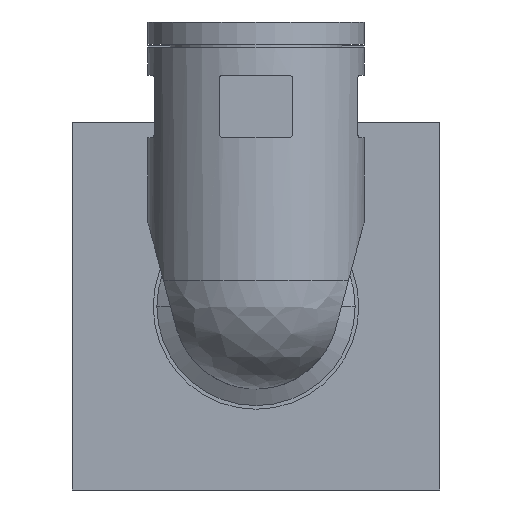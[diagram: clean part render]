
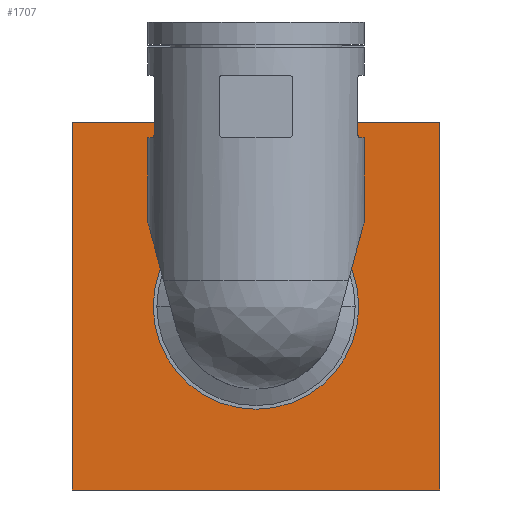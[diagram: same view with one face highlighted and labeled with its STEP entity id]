
A CAD part, front view. The second image highlights one B-rep face of the part: STEP entity #1707.
In plain terms, the highlighted planar face has unit normal (0, -1, 0).
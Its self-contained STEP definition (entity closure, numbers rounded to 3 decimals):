
#77 = ORIENTED_EDGE ( 'NONE', *, *, #410, .F. ) ;
#87 = LINE ( 'NONE', #4328, #1394 ) ;
#129 = ORIENTED_EDGE ( 'NONE', *, *, #9129, .F. ) ;
#310 = VERTEX_POINT ( 'NONE', #7649 ) ;
#386 = VECTOR ( 'NONE', #10718, 1000. ) ;
#410 = EDGE_CURVE ( 'NONE', #5336, #744, #5514, .T. ) ;
#424 = CIRCLE ( 'NONE', #10655, 10.6 ) ;
#643 = CARTESIAN_POINT ( 'NONE',  ( -25., 0., -25. ) ) ;
#671 = CARTESIAN_POINT ( 'NONE',  ( 0., 0., 0. ) ) ;
#744 = VERTEX_POINT ( 'NONE', #8636 ) ;
#940 = FACE_BOUND ( 'NONE', #3390, .T. ) ;
#991 = VECTOR ( 'NONE', #3720, 1000. ) ;
#1394 = VECTOR ( 'NONE', #5139, 1000. ) ;
#1707 = ADVANCED_FACE ( 'NONE', ( #940, #9113 ), #5144, .T. ) ;
#2001 = EDGE_LOOP ( 'NONE', ( #129, #8314, #10518, #77 ) ) ;
#2343 = LINE ( 'NONE', #643, #5813 ) ;
#2625 = DIRECTION ( 'NONE',  ( 0., -1., 0. ) ) ;
#2758 = ORIENTED_EDGE ( 'NONE', *, *, #10115, .F. ) ;
#2973 = AXIS2_PLACEMENT_3D ( 'NONE', #671, #3234, #3138 ) ;
#3024 = VERTEX_POINT ( 'NONE', #5301 ) ;
#3138 = DIRECTION ( 'NONE',  ( 0., 0., -1. ) ) ;
#3191 = CARTESIAN_POINT ( 'NONE',  ( -25., 0., -25. ) ) ;
#3234 = DIRECTION ( 'NONE',  ( 0., -1., 0. ) ) ;
#3272 = EDGE_CURVE ( 'NONE', #4769, #4170, #2343, .T. ) ;
#3390 = EDGE_LOOP ( 'NONE', ( #7738, #2758 ) ) ;
#3455 = CARTESIAN_POINT ( 'NONE',  ( -25., 0., -25. ) ) ;
#3720 = DIRECTION ( 'NONE',  ( 1., 0., 0. ) ) ;
#4125 = DIRECTION ( 'NONE',  ( 0., 0., -1. ) ) ;
#4170 = VERTEX_POINT ( 'NONE', #3191 ) ;
#4328 = CARTESIAN_POINT ( 'NONE',  ( 25., 0., 25. ) ) ;
#4769 = VERTEX_POINT ( 'NONE', #8617 ) ;
#4862 = CARTESIAN_POINT ( 'NONE',  ( -25., 0., 25. ) ) ;
#5014 = DIRECTION ( 'NONE',  ( 0., -1., 0. ) ) ;
#5139 = DIRECTION ( 'NONE',  ( 0., 0., -1. ) ) ;
#5144 = PLANE ( 'NONE',  #5518 ) ;
#5301 = CARTESIAN_POINT ( 'NONE',  ( 0., 0., 10.6 ) ) ;
#5336 = VERTEX_POINT ( 'NONE', #4862 ) ;
#5514 = LINE ( 'NONE', #10308, #991 ) ;
#5518 = AXIS2_PLACEMENT_3D ( 'NONE', #3455, #2625, #6710 ) ;
#5813 = VECTOR ( 'NONE', #9791, 1000. ) ;
#6710 = DIRECTION ( 'NONE',  ( 0., 0., -1. ) ) ;
#6826 = EDGE_CURVE ( 'NONE', #744, #4769, #87, .T. ) ;
#7262 = CIRCLE ( 'NONE', #2973, 10.6 ) ;
#7512 = LINE ( 'NONE', #8185, #386 ) ;
#7649 = CARTESIAN_POINT ( 'NONE',  ( 0., 0., -10.6 ) ) ;
#7738 = ORIENTED_EDGE ( 'NONE', *, *, #10504, .F. ) ;
#8185 = CARTESIAN_POINT ( 'NONE',  ( -25., 0., 25. ) ) ;
#8314 = ORIENTED_EDGE ( 'NONE', *, *, #3272, .F. ) ;
#8617 = CARTESIAN_POINT ( 'NONE',  ( 25., 0., -25. ) ) ;
#8636 = CARTESIAN_POINT ( 'NONE',  ( 25., 0., 25. ) ) ;
#9113 = FACE_OUTER_BOUND ( 'NONE', #2001, .T. ) ;
#9129 = EDGE_CURVE ( 'NONE', #4170, #5336, #7512, .T. ) ;
#9791 = DIRECTION ( 'NONE',  ( -1., 0., 0. ) ) ;
#9925 = CARTESIAN_POINT ( 'NONE',  ( 0., 0., 0. ) ) ;
#10115 = EDGE_CURVE ( 'NONE', #3024, #310, #424, .T. ) ;
#10308 = CARTESIAN_POINT ( 'NONE',  ( -25., 0., 25. ) ) ;
#10504 = EDGE_CURVE ( 'NONE', #310, #3024, #7262, .T. ) ;
#10518 = ORIENTED_EDGE ( 'NONE', *, *, #6826, .F. ) ;
#10655 = AXIS2_PLACEMENT_3D ( 'NONE', #9925, #5014, #4125 ) ;
#10718 = DIRECTION ( 'NONE',  ( 0., 0., 1. ) ) ;
